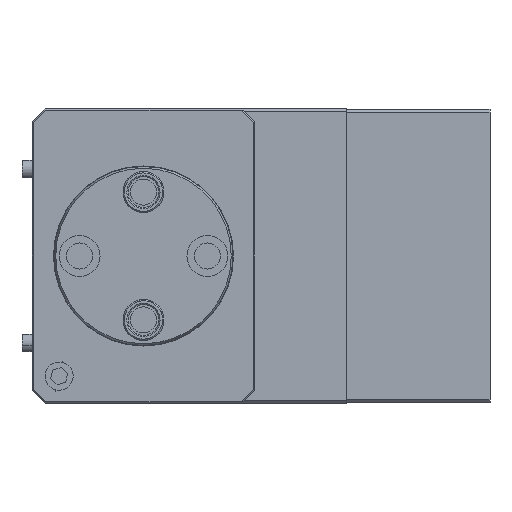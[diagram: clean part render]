
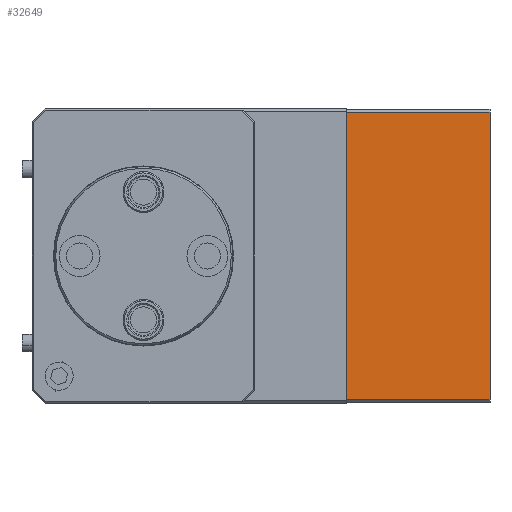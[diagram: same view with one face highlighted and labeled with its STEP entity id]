
A CAD part, left-side view. The second image highlights one B-rep face of the part: STEP entity #32649.
In plain terms, the highlighted planar face has unit normal (-1, 0, 0).
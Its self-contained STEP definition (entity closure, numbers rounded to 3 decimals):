
#582 = VERTEX_POINT ( 'NONE', #10162 ) ;
#2508 = EDGE_CURVE ( 'NONE', #29925, #582, #34663, .T. ) ;
#2519 = LINE ( 'NONE', #40532, #23062 ) ;
#5719 = ORIENTED_EDGE ( 'NONE', *, *, #16723, .F. ) ;
#5941 = CARTESIAN_POINT ( 'NONE',  ( -93., -56.3, -56. ) ) ;
#6911 = CARTESIAN_POINT ( 'NONE',  ( -93., -56.3, -56. ) ) ;
#8662 = VECTOR ( 'NONE', #42145, 1000. ) ;
#9437 = CARTESIAN_POINT ( 'NONE',  ( -93., 57.3, -56. ) ) ;
#10162 = CARTESIAN_POINT ( 'NONE',  ( -93., -56.3, 0. ) ) ;
#10234 = CARTESIAN_POINT ( 'NONE',  ( -93., 56.3, -56. ) ) ;
#12330 = LINE ( 'NONE', #15248, #8662 ) ;
#12608 = DIRECTION ( 'NONE',  ( 0., 0., 1. ) ) ;
#12943 = CARTESIAN_POINT ( 'NONE',  ( -93., 56.3, -56. ) ) ;
#15248 = CARTESIAN_POINT ( 'NONE',  ( -93., 57.3, -56. ) ) ;
#15344 = VERTEX_POINT ( 'NONE', #28014 ) ;
#16705 = LINE ( 'NONE', #10234, #22919 ) ;
#16723 = EDGE_CURVE ( 'NONE', #29925, #40756, #12330, .T. ) ;
#17359 = DIRECTION ( 'NONE',  ( 0., 1., 0. ) ) ;
#18111 = VECTOR ( 'NONE', #12608, 1000. ) ;
#19120 = DIRECTION ( 'NONE',  ( 1., 0., 0. ) ) ;
#20087 = DIRECTION ( 'NONE',  ( 0., 0., -1. ) ) ;
#22919 = VECTOR ( 'NONE', #20087, 1000. ) ;
#23062 = VECTOR ( 'NONE', #17359, 1000. ) ;
#28014 = CARTESIAN_POINT ( 'NONE',  ( -93., 56.3, 0. ) ) ;
#28389 = ORIENTED_EDGE ( 'NONE', *, *, #31257, .T. ) ;
#28787 = PLANE ( 'NONE',  #37744 ) ;
#29225 = DIRECTION ( 'NONE',  ( 0., 1., 0. ) ) ;
#29925 = VERTEX_POINT ( 'NONE', #6911 ) ;
#31024 = EDGE_LOOP ( 'NONE', ( #28389, #32976, #5719, #33364 ) ) ;
#31257 = EDGE_CURVE ( 'NONE', #582, #15344, #2519, .T. ) ;
#31739 = EDGE_CURVE ( 'NONE', #15344, #40756, #16705, .T. ) ;
#32649 = ADVANCED_FACE ( 'NONE', ( #35792 ), #28787, .F. ) ;
#32976 = ORIENTED_EDGE ( 'NONE', *, *, #31739, .T. ) ;
#33364 = ORIENTED_EDGE ( 'NONE', *, *, #2508, .T. ) ;
#34663 = LINE ( 'NONE', #5941, #18111 ) ;
#35792 = FACE_OUTER_BOUND ( 'NONE', #31024, .T. ) ;
#37744 = AXIS2_PLACEMENT_3D ( 'NONE', #9437, #19120, #29225 ) ;
#40532 = CARTESIAN_POINT ( 'NONE',  ( -93., 57.3, 0. ) ) ;
#40756 = VERTEX_POINT ( 'NONE', #12943 ) ;
#42145 = DIRECTION ( 'NONE',  ( 0., 1., 0. ) ) ;
